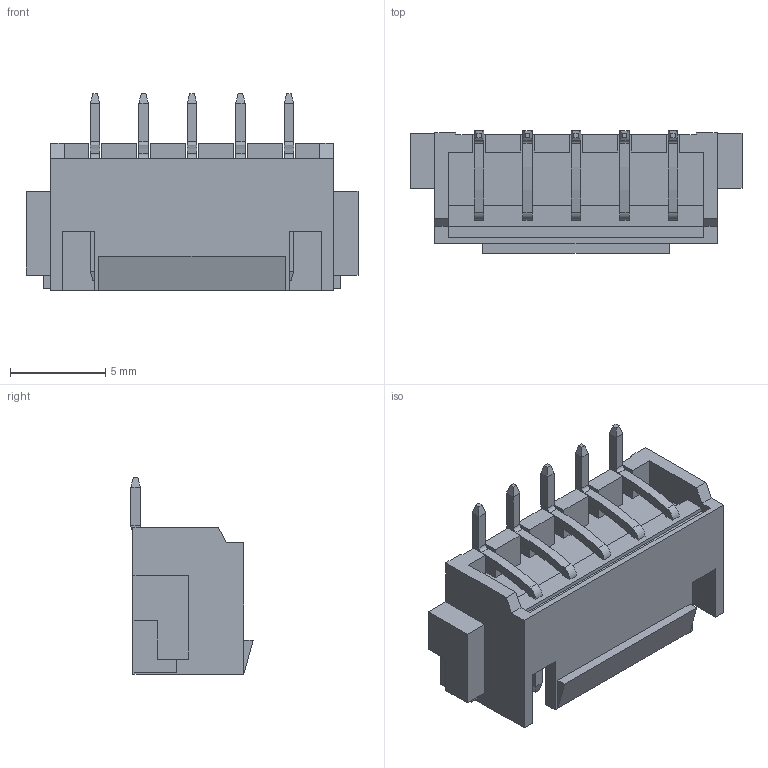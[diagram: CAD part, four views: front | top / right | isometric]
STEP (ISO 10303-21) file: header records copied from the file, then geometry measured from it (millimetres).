
FILE_DESCRIPTION (( 'STEP AP214' ), '1' );
FILE_NAME ('User Library-XHB-2.54-5P.STEP', '2022-05-31T02:57:13', ( '' ), ( '' ), 'SwSTEP 2.0', 'SolidWorks 2021', '' );
FILE_SCHEMA (( 'AUTOMOTIVE_DESIGN' ));
Length unit declared in the file: millimetre
Products named in the file (1): User Library-XHB-2.54-5P
Bounding box: 17.4 x 6.41 x 10.31 mm (x, y, z)
Volume: 241.8 mm3; surface area: 896.5 mm2
Topology: 1 solids, 1 shells, 224 faces, 534 edges, 322 vertices
Faces by surface type: plane 194, cylinder 30
Entity records: 8001 total; most frequent: CARTESIAN_POINT 1081, ORIENTED_EDGE 1068, DIRECTION 1044, EDGE_CURVE 534, VECTOR 474, LINE 474, VERTEX_POINT 322, AXIS2_PLACEMENT_3D 285
